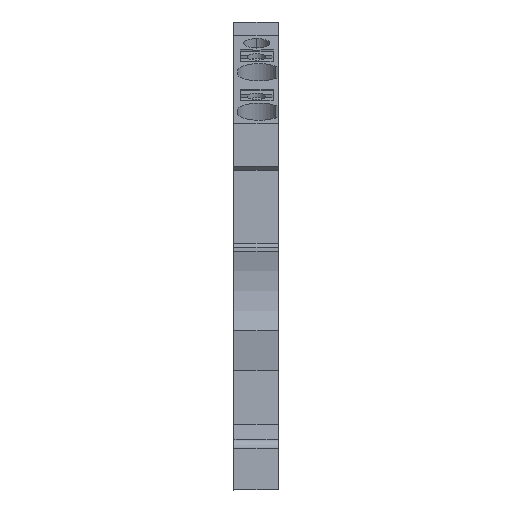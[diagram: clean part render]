
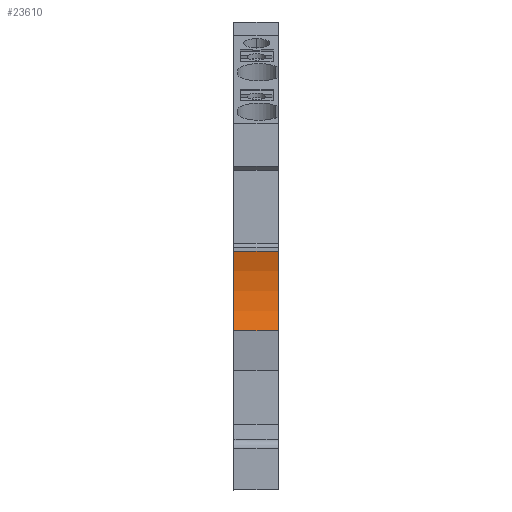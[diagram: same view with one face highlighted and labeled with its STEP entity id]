
A CAD part, front view. The second image highlights one B-rep face of the part: STEP entity #23610.
In plain terms, the highlighted cylindrical face has radius 10 mm (diameter 20 mm), a partial arc.
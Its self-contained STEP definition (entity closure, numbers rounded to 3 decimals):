
#4320=CARTESIAN_POINT('',(-52.95,4.194,
0.));
#4330=VERTEX_POINT('',#4320);
#4360=CARTESIAN_POINT('',(-62.891,3.102,
0.));
#4370=DIRECTION('',(0.,0.,-1.));
#4380=DIRECTION('',(0.974,-0.225,
0.));
#4390=AXIS2_PLACEMENT_3D('',#4360,#4370,#4380);
#4400=CIRCLE('',#4390,10.);
#4410=CARTESIAN_POINT('',(-54.253,-1.936,
0.));
#4420=VERTEX_POINT('',#4410);
#4430=EDGE_CURVE('',#4330,#4420,#4400,.T.);
#11150=CARTESIAN_POINT('',(-54.253,-1.936,
3.5));
#11160=VERTEX_POINT('',#11150);
#11190=CARTESIAN_POINT('',(-62.891,3.102,
3.5));
#11200=DIRECTION('',(0.,0.,-1.));
#11210=DIRECTION('',(0.974,-0.225,
0.));
#11220=AXIS2_PLACEMENT_3D('',#11190,#11200,#11210);
#11230=CIRCLE('',#11220,10.);
#11240=CARTESIAN_POINT('',(-52.95,4.194,
3.5));
#11250=VERTEX_POINT('',#11240);
#11260=EDGE_CURVE('',#11250,#11160,#11230,.T.);
#23400=CARTESIAN_POINT('',(-62.891,3.102,
3.854));
#23410=DIRECTION('',(0.,0.,-1.));
#23420=DIRECTION('',(0.974,-0.225,
0.));
#23430=AXIS2_PLACEMENT_3D('',#23400,#23410,#23420);
#23440=CYLINDRICAL_SURFACE('',#23430,10.);
#23450=CARTESIAN_POINT('',(-54.253,-1.936,
3.854));
#23460=DIRECTION('',(0.,0.,1.));
#23470=VECTOR('',#23460,1.);
#23480=LINE('',#23450,#23470);
#23490=EDGE_CURVE('',#4420,#11160,#23480,.T.);
#23500=ORIENTED_EDGE('',*,*,#23490,.T.);
#23510=ORIENTED_EDGE('',*,*,#4430,.T.);
#23520=CARTESIAN_POINT('',(-52.95,4.194,
3.854));
#23530=DIRECTION('',(0.,0.,-1.));
#23540=VECTOR('',#23530,1.);
#23550=LINE('',#23520,#23540);
#23560=EDGE_CURVE('',#11250,#4330,#23550,.T.);
#23570=ORIENTED_EDGE('',*,*,#23560,.T.);
#23580=ORIENTED_EDGE('',*,*,#11260,.F.);
#23590=EDGE_LOOP('',(#23580,#23570,#23510,#23500));
#23600=FACE_OUTER_BOUND('',#23590,.T.);
#23610=ADVANCED_FACE('',(#23600),#23440,.F.);
